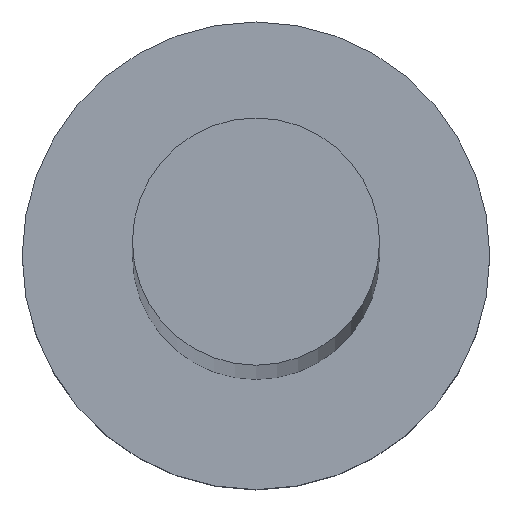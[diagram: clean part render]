
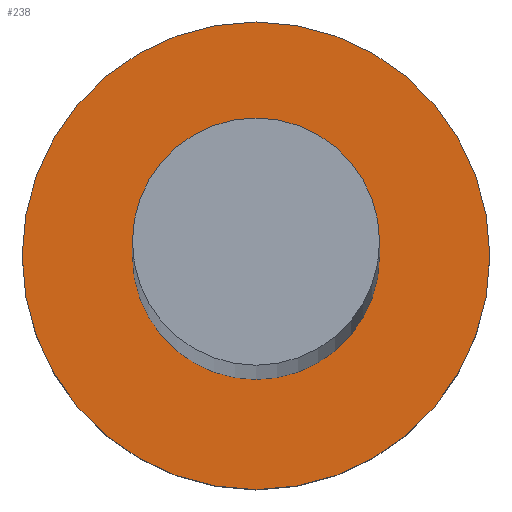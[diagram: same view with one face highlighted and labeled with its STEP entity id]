
A CAD part, top view. The second image highlights one B-rep face of the part: STEP entity #238.
In plain terms, the highlighted planar face has unit normal (0, 0, 1).
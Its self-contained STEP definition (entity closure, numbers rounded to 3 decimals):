
#5 = CIRCLE ( 'NONE', #199, 1.85 ) ;
#12 = CARTESIAN_POINT ( 'NONE',  ( -3.5, 0., 3. ) ) ;
#18 = DIRECTION ( 'NONE',  ( 0., 0., 1. ) ) ;
#19 = CARTESIAN_POINT ( 'NONE',  ( 1.85, 0., 3. ) ) ;
#33 = PLANE ( 'NONE',  #50 ) ;
#43 = ORIENTED_EDGE ( 'NONE', *, *, #171, .T. ) ;
#50 = AXIS2_PLACEMENT_3D ( 'NONE', #104, #252, #153 ) ;
#52 = EDGE_CURVE ( 'NONE', #132, #70, #5, .T. ) ;
#60 = CIRCLE ( 'NONE', #253, 1.85 ) ;
#66 = EDGE_LOOP ( 'NONE', ( #43, #165 ) ) ;
#70 = VERTEX_POINT ( 'NONE', #139 ) ;
#79 = CARTESIAN_POINT ( 'NONE',  ( 3.5, 0., 3. ) ) ;
#82 = CARTESIAN_POINT ( 'NONE',  ( 0., 0., 3. ) ) ;
#94 = DIRECTION ( 'NONE',  ( 0., 0., 1. ) ) ;
#100 = DIRECTION ( 'NONE',  ( 0., 0., 1. ) ) ;
#103 = DIRECTION ( 'NONE',  ( 0., 0., 1. ) ) ;
#104 = CARTESIAN_POINT ( 'NONE',  ( 0., 0., 3. ) ) ;
#106 = VERTEX_POINT ( 'NONE', #12 ) ;
#109 = EDGE_LOOP ( 'NONE', ( #146, #129 ) ) ;
#118 = AXIS2_PLACEMENT_3D ( 'NONE', #190, #94, #173 ) ;
#129 = ORIENTED_EDGE ( 'NONE', *, *, #52, .F. ) ;
#132 = VERTEX_POINT ( 'NONE', #19 ) ;
#139 = CARTESIAN_POINT ( 'NONE',  ( -1.85, 0., 3. ) ) ;
#140 = CARTESIAN_POINT ( 'NONE',  ( 0., 0., 3. ) ) ;
#141 = CIRCLE ( 'NONE', #118, 3.5 ) ;
#142 = DIRECTION ( 'NONE',  ( 1., 0., 0. ) ) ;
#143 = AXIS2_PLACEMENT_3D ( 'NONE', #82, #18, #234 ) ;
#146 = ORIENTED_EDGE ( 'NONE', *, *, #195, .F. ) ;
#153 = DIRECTION ( 'NONE',  ( 1., 0., 0. ) ) ;
#163 = CIRCLE ( 'NONE', #143, 3.5 ) ;
#165 = ORIENTED_EDGE ( 'NONE', *, *, #248, .T. ) ;
#171 = EDGE_CURVE ( 'NONE', #106, #237, #163, .T. ) ;
#173 = DIRECTION ( 'NONE',  ( 1., 0., 0. ) ) ;
#190 = CARTESIAN_POINT ( 'NONE',  ( 0., 0., 3. ) ) ;
#193 = DIRECTION ( 'NONE',  ( 1., 0., 0. ) ) ;
#195 = EDGE_CURVE ( 'NONE', #70, #132, #60, .T. ) ;
#199 = AXIS2_PLACEMENT_3D ( 'NONE', #207, #100, #193 ) ;
#207 = CARTESIAN_POINT ( 'NONE',  ( 0., 0., 3. ) ) ;
#212 = FACE_OUTER_BOUND ( 'NONE', #66, .T. ) ;
#233 = FACE_BOUND ( 'NONE', #109, .T. ) ;
#234 = DIRECTION ( 'NONE',  ( 1., 0., 0. ) ) ;
#237 = VERTEX_POINT ( 'NONE', #79 ) ;
#238 = ADVANCED_FACE ( 'NONE', ( #233, #212 ), #33, .T. ) ;
#248 = EDGE_CURVE ( 'NONE', #237, #106, #141, .T. ) ;
#252 = DIRECTION ( 'NONE',  ( 0., 0., 1. ) ) ;
#253 = AXIS2_PLACEMENT_3D ( 'NONE', #140, #103, #142 ) ;
